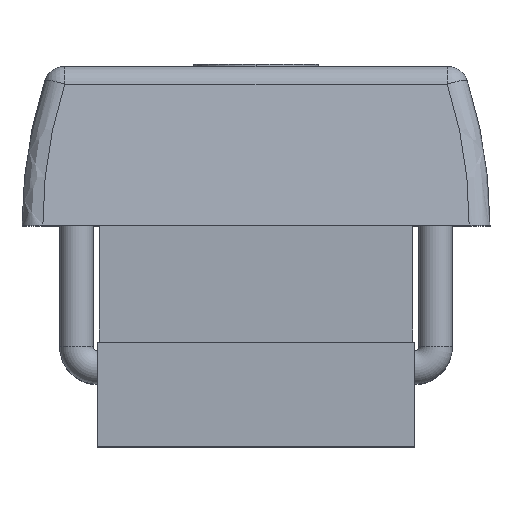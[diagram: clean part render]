
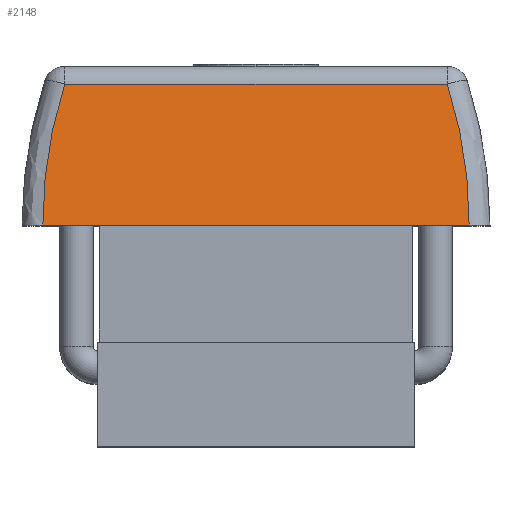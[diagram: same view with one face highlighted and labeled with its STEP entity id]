
A CAD part, top view. The second image highlights one B-rep face of the part: STEP entity #2148.
In plain terms, the highlighted planar face has unit normal (0, 0.139, 0.99).
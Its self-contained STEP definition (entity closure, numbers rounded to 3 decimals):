
#175 = EDGE_CURVE ( 'NONE', #892, #1616, #820, .T. ) ;
#308 = DIRECTION ( 'NONE',  ( 1., 0., 0. ) ) ;
#398 = CARTESIAN_POINT ( 'NONE',  ( 0., 0.867, 0.853 ) ) ;
#453 = CARTESIAN_POINT ( 'NONE',  ( 0.493, 0.758, 0.868 ) ) ;
#647 = EDGE_CURVE ( 'NONE', #1616, #1305, #3426, .T. ) ;
#820 =( BOUNDED_CURVE ( )  B_SPLINE_CURVE ( 3, ( #1172, #1419, #453, #3881 ),
 .UNSPECIFIED., .F., .F. ) 
 B_SPLINE_CURVE_WITH_KNOTS ( ( 4, 4 ),
 ( 4.706, 5.026 ),
 .UNSPECIFIED. ) 
 CURVE ( )  GEOMETRIC_REPRESENTATION_ITEM ( )  RATIONAL_B_SPLINE_CURVE ( ( 1., 0.991, 0.991, 1. ) ) 
 REPRESENTATION_ITEM ( '' )  );
#870 = ORIENTED_EDGE ( 'NONE', *, *, #175, .T. ) ;
#892 = VERTEX_POINT ( 'NONE', #3670 ) ;
#977 =( BOUNDED_CURVE ( )  B_SPLINE_CURVE ( 3, ( #2758, #1229, #3695, #3944 ),
 .UNSPECIFIED., .F., .F. ) 
 B_SPLINE_CURVE_WITH_KNOTS ( ( 4, 4 ),
 ( 1.257, 1.577 ),
 .UNSPECIFIED. ) 
 CURVE ( )  GEOMETRIC_REPRESENTATION_ITEM ( )  RATIONAL_B_SPLINE_CURVE ( ( 1., 0.991, 0.991, 1. ) ) 
 REPRESENTATION_ITEM ( '' )  );
#1172 = CARTESIAN_POINT ( 'NONE',  ( 0.51, 0.53, 0.9 ) ) ;
#1229 = CARTESIAN_POINT ( 'NONE',  ( -0.493, 0.758, 0.868 ) ) ;
#1260 = EDGE_CURVE ( 'NONE', #2726, #892, #3047, .T. ) ;
#1271 = CARTESIAN_POINT ( 'NONE',  ( -0.458, 0.867, 0.853 ) ) ;
#1297 = AXIS2_PLACEMENT_3D ( 'NONE', #3383, #3999, #3918 ) ;
#1305 = VERTEX_POINT ( 'NONE', #1271 ) ;
#1419 = CARTESIAN_POINT ( 'NONE',  ( 0.511, 0.645, 0.884 ) ) ;
#1526 = VECTOR ( 'NONE', #1897, 1000. ) ;
#1596 = VECTOR ( 'NONE', #308, 1000. ) ;
#1616 = VERTEX_POINT ( 'NONE', #1702 ) ;
#1680 = EDGE_CURVE ( 'NONE', #1305, #2726, #977, .T. ) ;
#1702 = CARTESIAN_POINT ( 'NONE',  ( 0.458, 0.867, 0.853 ) ) ;
#1897 = DIRECTION ( 'NONE',  ( -1., 0., 0. ) ) ;
#2086 = EDGE_LOOP ( 'NONE', ( #3206, #3577, #2210, #870 ) ) ;
#2148 = ADVANCED_FACE ( 'NONE', ( #3979 ), #3630, .T. ) ;
#2188 = CARTESIAN_POINT ( 'NONE',  ( -0.51, 0.53, 0.9 ) ) ;
#2210 = ORIENTED_EDGE ( 'NONE', *, *, #1260, .T. ) ;
#2726 = VERTEX_POINT ( 'NONE', #2188 ) ;
#2758 = CARTESIAN_POINT ( 'NONE',  ( -0.458, 0.867, 0.853 ) ) ;
#2765 = CARTESIAN_POINT ( 'NONE',  ( 0.56, 0.53, 0.9 ) ) ;
#3047 = LINE ( 'NONE', #2765, #1596 ) ;
#3206 = ORIENTED_EDGE ( 'NONE', *, *, #647, .T. ) ;
#3383 = CARTESIAN_POINT ( 'NONE',  ( 0., 0.91, 0.847 ) ) ;
#3426 = LINE ( 'NONE', #398, #1526 ) ;
#3577 = ORIENTED_EDGE ( 'NONE', *, *, #1680, .T. ) ;
#3630 = PLANE ( 'NONE',  #1297 ) ;
#3670 = CARTESIAN_POINT ( 'NONE',  ( 0.51, 0.53, 0.9 ) ) ;
#3695 = CARTESIAN_POINT ( 'NONE',  ( -0.511, 0.645, 0.884 ) ) ;
#3881 = CARTESIAN_POINT ( 'NONE',  ( 0.458, 0.867, 0.853 ) ) ;
#3918 = DIRECTION ( 'NONE',  ( -1., 0., 0. ) ) ;
#3944 = CARTESIAN_POINT ( 'NONE',  ( -0.51, 0.53, 0.9 ) ) ;
#3979 = FACE_OUTER_BOUND ( 'NONE', #2086, .T. ) ;
#3999 = DIRECTION ( 'NONE',  ( 0., 0.139, 0.99 ) ) ;
